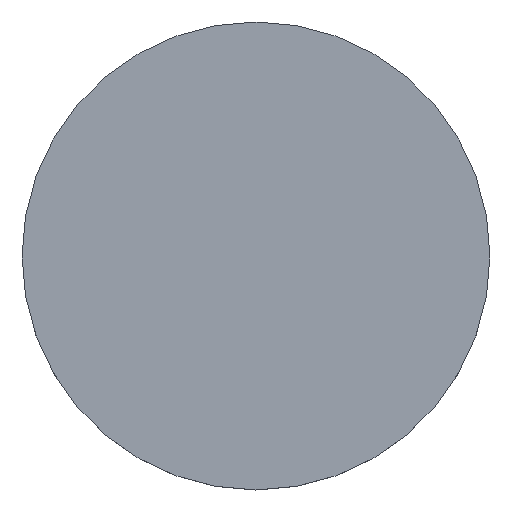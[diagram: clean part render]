
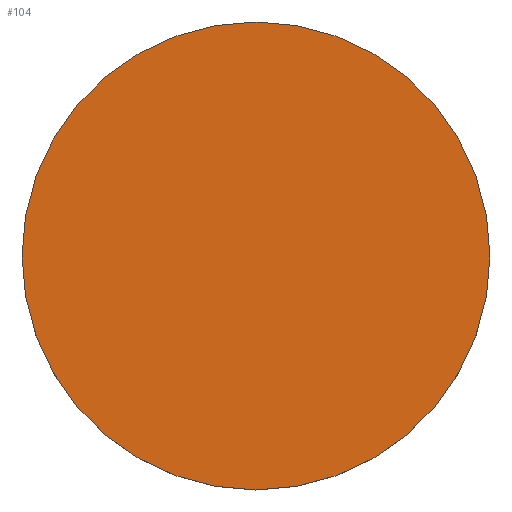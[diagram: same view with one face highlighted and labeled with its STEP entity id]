
A CAD part, top view. The second image highlights one B-rep face of the part: STEP entity #104.
In plain terms, the highlighted planar face has unit normal (0, 0, 1).
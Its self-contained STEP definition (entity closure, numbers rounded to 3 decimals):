
#4 = DIRECTION ( 'NONE',  ( 1., 0., 0. ) ) ;
#21 = DIRECTION ( 'NONE',  ( 0., 0., 1. ) ) ;
#36 = AXIS2_PLACEMENT_3D ( 'NONE', #41, #219, #4 ) ;
#41 = CARTESIAN_POINT ( 'NONE',  ( 0., 0., 4. ) ) ;
#56 = DIRECTION ( 'NONE',  ( 1., 0., 0. ) ) ;
#72 = VERTEX_POINT ( 'NONE', #114 ) ;
#73 = DIRECTION ( 'NONE',  ( 0., 0., -1. ) ) ;
#76 = ORIENTED_EDGE ( 'NONE', *, *, #86, .F. ) ;
#86 = EDGE_CURVE ( 'NONE', #72, #181, #148, .T. ) ;
#96 = PLANE ( 'NONE',  #218 ) ;
#97 = CIRCLE ( 'NONE', #36, 19.05 ) ;
#104 = ADVANCED_FACE ( 'NONE', ( #174 ), #96, .T. ) ;
#114 = CARTESIAN_POINT ( 'NONE',  ( -19.05, 0., 4. ) ) ;
#116 = DIRECTION ( 'NONE',  ( 1., 0., 0. ) ) ;
#117 = EDGE_LOOP ( 'NONE', ( #169, #76 ) ) ;
#121 = AXIS2_PLACEMENT_3D ( 'NONE', #165, #73, #56 ) ;
#148 = CIRCLE ( 'NONE', #121, 19.05 ) ;
#159 = EDGE_CURVE ( 'NONE', #181, #72, #97, .T. ) ;
#165 = CARTESIAN_POINT ( 'NONE',  ( 0., 0., 4. ) ) ;
#169 = ORIENTED_EDGE ( 'NONE', *, *, #159, .F. ) ;
#174 = FACE_OUTER_BOUND ( 'NONE', #117, .T. ) ;
#181 = VERTEX_POINT ( 'NONE', #220 ) ;
#218 = AXIS2_PLACEMENT_3D ( 'NONE', #223, #21, #116 ) ;
#219 = DIRECTION ( 'NONE',  ( 0., 0., -1. ) ) ;
#220 = CARTESIAN_POINT ( 'NONE',  ( 19.05, 0., 4. ) ) ;
#223 = CARTESIAN_POINT ( 'NONE',  ( 0., 39.066, 4. ) ) ;
